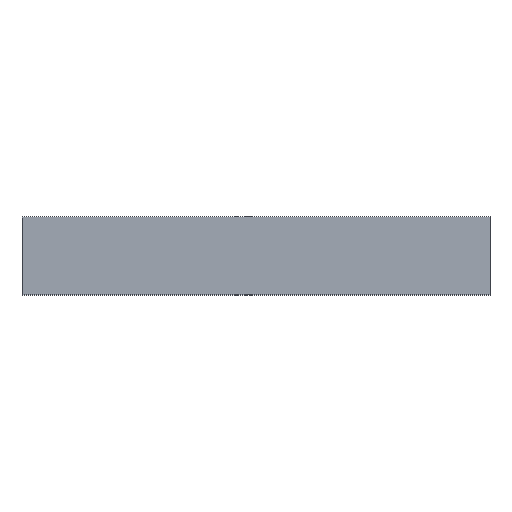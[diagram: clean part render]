
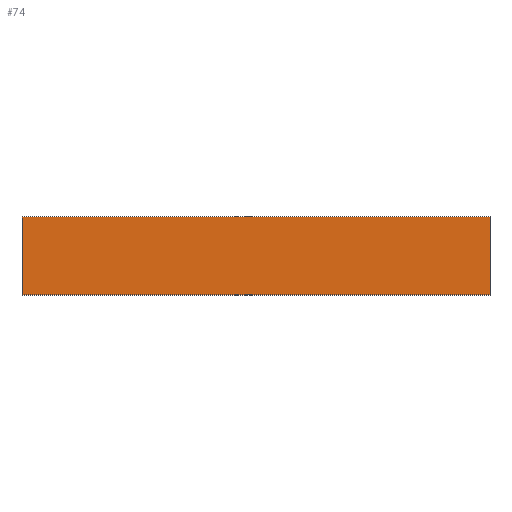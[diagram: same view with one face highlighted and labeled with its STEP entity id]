
A CAD part, top view. The second image highlights one B-rep face of the part: STEP entity #74.
In plain terms, the highlighted planar face has unit normal (0, 0, 1).
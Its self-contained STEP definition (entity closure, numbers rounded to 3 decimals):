
#3 = CARTESIAN_POINT ( 'NONE',  ( -60., 10., 0.95 ) ) ;
#25 = LINE ( 'NONE', #66, #185 ) ;
#31 = CARTESIAN_POINT ( 'NONE',  ( -60., 10., 0.95 ) ) ;
#43 = EDGE_CURVE ( 'NONE', #59, #124, #156, .T. ) ;
#54 = AXIS2_PLACEMENT_3D ( 'NONE', #57, #217, #99 ) ;
#56 = VECTOR ( 'NONE', #205, 1000. ) ;
#57 = CARTESIAN_POINT ( 'NONE',  ( 0., 0., 0.95 ) ) ;
#59 = VERTEX_POINT ( 'NONE', #212 ) ;
#66 = CARTESIAN_POINT ( 'NONE',  ( -60., -10., 0.95 ) ) ;
#74 = ADVANCED_FACE ( 'NONE', ( #209 ), #155, .F. ) ;
#87 = DIRECTION ( 'NONE',  ( 1., 0., 0. ) ) ;
#99 = DIRECTION ( 'NONE',  ( -1., 0., 0. ) ) ;
#104 = CARTESIAN_POINT ( 'NONE',  ( 60., -10., 0.95 ) ) ;
#106 = LINE ( 'NONE', #104, #56 ) ;
#111 = DIRECTION ( 'NONE',  ( -1., 0., 0. ) ) ;
#121 = ORIENTED_EDGE ( 'NONE', *, *, #160, .T. ) ;
#124 = VERTEX_POINT ( 'NONE', #31 ) ;
#127 = EDGE_CURVE ( 'NONE', #203, #59, #106, .T. ) ;
#138 = DIRECTION ( 'NONE',  ( 0., -1., 0. ) ) ;
#150 = ORIENTED_EDGE ( 'NONE', *, *, #127, .T. ) ;
#154 = VECTOR ( 'NONE', #87, 1000. ) ;
#155 = PLANE ( 'NONE',  #54 ) ;
#156 = LINE ( 'NONE', #3, #201 ) ;
#160 = EDGE_CURVE ( 'NONE', #193, #203, #202, .T. ) ;
#164 = CARTESIAN_POINT ( 'NONE',  ( -60., -10., 0.95 ) ) ;
#181 = ORIENTED_EDGE ( 'NONE', *, *, #195, .T. ) ;
#185 = VECTOR ( 'NONE', #138, 1000. ) ;
#193 = VERTEX_POINT ( 'NONE', #197 ) ;
#195 = EDGE_CURVE ( 'NONE', #124, #193, #25, .T. ) ;
#196 = EDGE_LOOP ( 'NONE', ( #150, #227, #181, #121 ) ) ;
#197 = CARTESIAN_POINT ( 'NONE',  ( -60., -10., 0.95 ) ) ;
#200 = CARTESIAN_POINT ( 'NONE',  ( 60., -10., 0.95 ) ) ;
#201 = VECTOR ( 'NONE', #111, 1000. ) ;
#202 = LINE ( 'NONE', #164, #154 ) ;
#203 = VERTEX_POINT ( 'NONE', #200 ) ;
#205 = DIRECTION ( 'NONE',  ( 0., 1., 0. ) ) ;
#209 = FACE_OUTER_BOUND ( 'NONE', #196, .T. ) ;
#212 = CARTESIAN_POINT ( 'NONE',  ( 60., 10., 0.95 ) ) ;
#217 = DIRECTION ( 'NONE',  ( 0., 0., -1. ) ) ;
#227 = ORIENTED_EDGE ( 'NONE', *, *, #43, .T. ) ;
